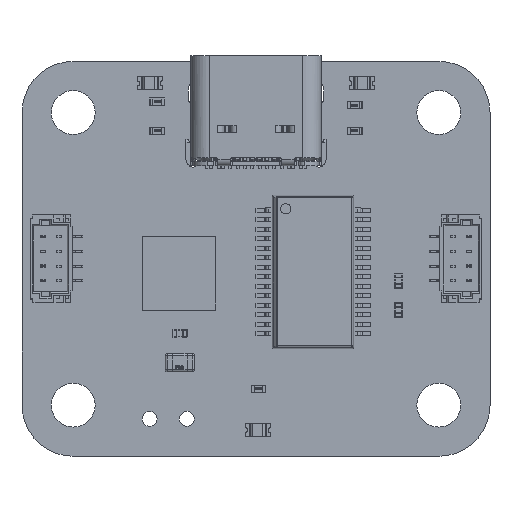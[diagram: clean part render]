
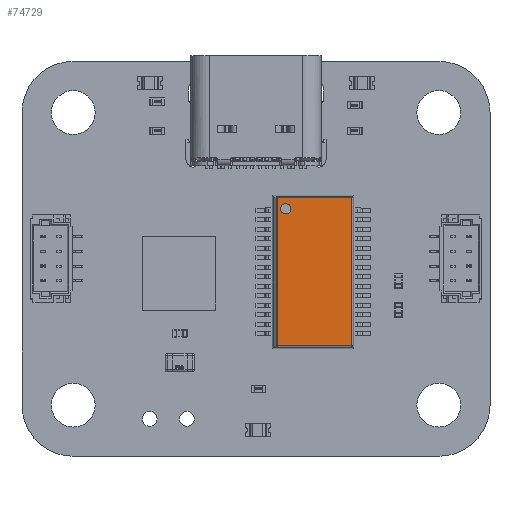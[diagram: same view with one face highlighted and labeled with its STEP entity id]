
A CAD part, top view. The second image highlights one B-rep face of the part: STEP entity #74729.
In plain terms, the highlighted planar face has unit normal (0, 0, 1).
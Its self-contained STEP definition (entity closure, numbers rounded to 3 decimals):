
#74523 = VERTEX_POINT('',#74524);
#74524 = CARTESIAN_POINT('',(5.413,0.187,2.));
#74531 = EDGE_CURVE('',#74532,#74523,#74534,.T.);
#74532 = VERTEX_POINT('',#74533);
#74533 = CARTESIAN_POINT('',(0.341,0.187,2.));
#74534 = LINE('',#74535,#74536);
#74535 = CARTESIAN_POINT('',(0.3,0.187,2.));
#74536 = VECTOR('',#74537,1.);
#74537 = DIRECTION('',(1.,-0.,0.));
#74606 = VERTEX_POINT('',#74607);
#74607 = CARTESIAN_POINT('',(0.341,10.313,2.));
#74614 = EDGE_CURVE('',#74606,#74615,#74617,.T.);
#74615 = VERTEX_POINT('',#74616);
#74616 = CARTESIAN_POINT('',(5.413,10.313,2.));
#74617 = LINE('',#74618,#74619);
#74618 = CARTESIAN_POINT('',(0.3,10.313,2.));
#74619 = VECTOR('',#74620,1.);
#74620 = DIRECTION('',(1.,0.,0.));
#74644 = EDGE_CURVE('',#74523,#74615,#74645,.T.);
#74645 = LINE('',#74646,#74647);
#74646 = CARTESIAN_POINT('',(5.413,0.097,2.));
#74647 = VECTOR('',#74648,1.);
#74648 = DIRECTION('',(0.,1.,-0.));
#74729 = ADVANCED_FACE('',(#74730,#74741),#74752,.T.);
#74730 = FACE_BOUND('',#74731,.T.);
#74731 = EDGE_LOOP('',(#74732,#74733,#74739,#74740));
#74732 = ORIENTED_EDGE('',*,*,#74614,.F.);
#74733 = ORIENTED_EDGE('',*,*,#74734,.F.);
#74734 = EDGE_CURVE('',#74532,#74606,#74735,.T.);
#74735 = LINE('',#74736,#74737);
#74736 = CARTESIAN_POINT('',(0.341,0.097,2.));
#74737 = VECTOR('',#74738,1.);
#74738 = DIRECTION('',(0.,1.,0.));
#74739 = ORIENTED_EDGE('',*,*,#74531,.T.);
#74740 = ORIENTED_EDGE('',*,*,#74644,.T.);
#74741 = FACE_BOUND('',#74742,.T.);
#74742 = EDGE_LOOP('',(#74743));
#74743 = ORIENTED_EDGE('',*,*,#74744,.F.);
#74744 = EDGE_CURVE('',#74745,#74745,#74747,.T.);
#74745 = VERTEX_POINT('',#74746);
#74746 = CARTESIAN_POINT('',(1.283,9.567,2.));
#74747 = CIRCLE('',#74748,0.35);
#74748 = AXIS2_PLACEMENT_3D('',#74749,#74750,#74751);
#74749 = CARTESIAN_POINT('',(0.933,9.567,2.));
#74750 = DIRECTION('',(0.,0.,1.));
#74751 = DIRECTION('',(1.,0.,-0.));
#74752 = PLANE('',#74753);
#74753 = AXIS2_PLACEMENT_3D('',#74754,#74755,#74756);
#74754 = CARTESIAN_POINT('',(0.,0.,2.));
#74755 = DIRECTION('',(0.,0.,1.));
#74756 = DIRECTION('',(1.,0.,-0.));
